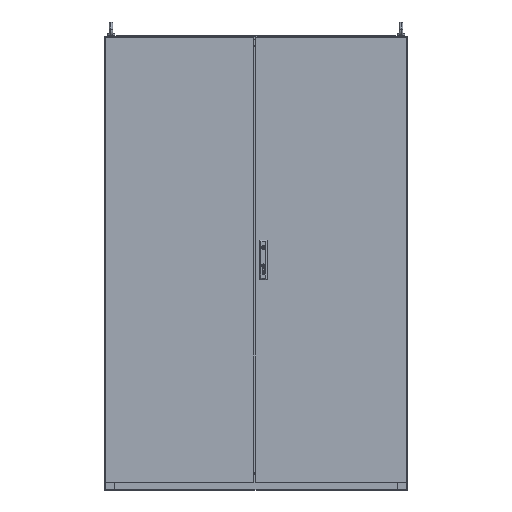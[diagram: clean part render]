
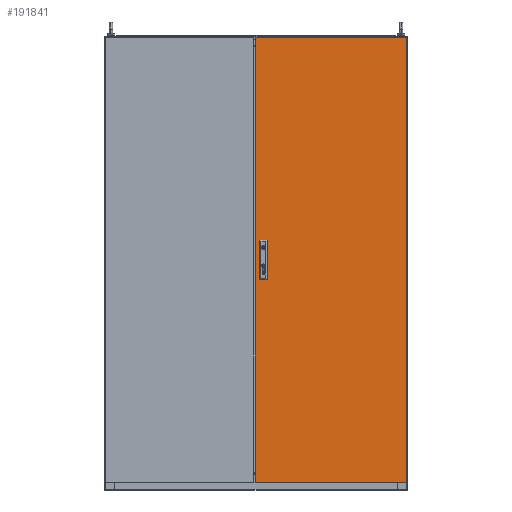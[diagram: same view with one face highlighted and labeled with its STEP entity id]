
A CAD part, top view. The second image highlights one B-rep face of the part: STEP entity #191841.
In plain terms, the highlighted planar face has unit normal (0, 0, 1).
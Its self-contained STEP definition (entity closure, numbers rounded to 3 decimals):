
#1554 = CARTESIAN_POINT ( 'NONE',  ( -3., 897., 0. ) ) ;
#2026 = CARTESIAN_POINT ( 'NONE',  ( 16.5, -61.5, 0. ) ) ;
#2171 = CARTESIAN_POINT ( 'NONE',  ( 41.5, 38.5, 0. ) ) ;
#4038 = VECTOR ( 'NONE', #35861, 1000. ) ;
#9095 = ORIENTED_EDGE ( 'NONE', *, *, #107303, .F. ) ;
#9364 = EDGE_CURVE ( 'NONE', #195034, #22950, #62370, .T. ) ;
#9855 = VECTOR ( 'NONE', #109841, 1000. ) ;
#13897 = LINE ( 'NONE', #1554, #108426 ) ;
#14910 = VECTOR ( 'NONE', #26364, 1000. ) ;
#15401 = DIRECTION ( 'NONE',  ( 0., -1., 0. ) ) ;
#21974 = VERTEX_POINT ( 'NONE', #61676 ) ;
#22574 = CARTESIAN_POINT ( 'NONE',  ( 0., 0., 0. ) ) ;
#22950 = VERTEX_POINT ( 'NONE', #48222 ) ;
#26364 = DIRECTION ( 'NONE',  ( 1., 0., 0. ) ) ;
#30571 = LINE ( 'NONE', #32565, #135806 ) ;
#32565 = CARTESIAN_POINT ( 'NONE',  ( 41.5, 88.5, 0. ) ) ;
#35861 = DIRECTION ( 'NONE',  ( 0., 1., 0. ) ) ;
#36673 = LINE ( 'NONE', #173566, #14910 ) ;
#37419 = CARTESIAN_POINT ( 'NONE',  ( 41.5, 88.5, 0. ) ) ;
#37881 = DIRECTION ( 'NONE',  ( 0., 0., 1. ) ) ;
#41249 = CARTESIAN_POINT ( 'NONE',  ( -3., -870., 0. ) ) ;
#41823 = CARTESIAN_POINT ( 'NONE',  ( -3., 897., 0. ) ) ;
#42915 = ORIENTED_EDGE ( 'NONE', *, *, #64985, .T. ) ;
#44865 = VERTEX_POINT ( 'NONE', #180295 ) ;
#46021 = DIRECTION ( 'NONE',  ( 0., 1., 0. ) ) ;
#46461 = VECTOR ( 'NONE', #181615, 1000. ) ;
#46759 = DIRECTION ( 'NONE',  ( 0., 1., 0. ) ) ;
#47874 = CARTESIAN_POINT ( 'NONE',  ( 41.5, -61.5, 0. ) ) ;
#48222 = CARTESIAN_POINT ( 'NONE',  ( 41.5, -11.5, 0. ) ) ;
#53155 = EDGE_CURVE ( 'NONE', #62175, #197478, #69386, .T. ) ;
#54025 = EDGE_CURVE ( 'NONE', #93970, #198855, #30571, .T. ) ;
#54587 = ORIENTED_EDGE ( 'NONE', *, *, #53155, .T. ) ;
#55343 = EDGE_CURVE ( 'NONE', #21974, #105109, #76575, .T. ) ;
#56285 = ORIENTED_EDGE ( 'NONE', *, *, #174191, .F. ) ;
#60236 = DIRECTION ( 'NONE',  ( -1., 0., 0. ) ) ;
#61676 = CARTESIAN_POINT ( 'NONE',  ( 16.5, -11.5, 0. ) ) ;
#62175 = VERTEX_POINT ( 'NONE', #184483 ) ;
#62370 = LINE ( 'NONE', #185938, #159886 ) ;
#62923 = LINE ( 'NONE', #125145, #9855 ) ;
#64099 = LINE ( 'NONE', #126369, #153215 ) ;
#64985 = EDGE_CURVE ( 'NONE', #96196, #187766, #78298, .T. ) ;
#65479 = FACE_BOUND ( 'NONE', #170510, .T. ) ;
#65946 = CARTESIAN_POINT ( 'NONE',  ( 16.5, -61.5, 0. ) ) ;
#68451 = DIRECTION ( 'NONE',  ( 1., 0., 0. ) ) ;
#69386 = LINE ( 'NONE', #41823, #128296 ) ;
#72149 = CARTESIAN_POINT ( 'NONE',  ( 597., -870., 0. ) ) ;
#76575 = LINE ( 'NONE', #2026, #120550 ) ;
#78298 = LINE ( 'NONE', #140676, #96027 ) ;
#81868 = CARTESIAN_POINT ( 'NONE',  ( 16.5, 38.5, 0. ) ) ;
#82655 = LINE ( 'NONE', #2171, #4038 ) ;
#93619 = EDGE_CURVE ( 'NONE', #105109, #195034, #97074, .T. ) ;
#93970 = VERTEX_POINT ( 'NONE', #37419 ) ;
#94084 = DIRECTION ( 'NONE',  ( 1., 0., 0. ) ) ;
#96027 = VECTOR ( 'NONE', #187697, 1000. ) ;
#96196 = VERTEX_POINT ( 'NONE', #41249 ) ;
#97060 = FACE_OUTER_BOUND ( 'NONE', #190611, .T. ) ;
#97074 = LINE ( 'NONE', #110447, #152199 ) ;
#105109 = VERTEX_POINT ( 'NONE', #65946 ) ;
#106910 = ORIENTED_EDGE ( 'NONE', *, *, #123550, .F. ) ;
#107303 = EDGE_CURVE ( 'NONE', #22950, #21974, #120281, .T. ) ;
#108426 = VECTOR ( 'NONE', #201811, 1000. ) ;
#109841 = DIRECTION ( 'NONE',  ( 0., -1., 0. ) ) ;
#110447 = CARTESIAN_POINT ( 'NONE',  ( 41.5, -61.5, 0. ) ) ;
#112986 = EDGE_LOOP ( 'NONE', ( #195587, #170060, #106910, #56285 ) ) ;
#113448 = PLANE ( 'NONE',  #181585 ) ;
#119464 = ORIENTED_EDGE ( 'NONE', *, *, #156041, .T. ) ;
#120281 = LINE ( 'NONE', #169305, #46461 ) ;
#120550 = VECTOR ( 'NONE', #15401, 1000. ) ;
#122001 = EDGE_CURVE ( 'NONE', #198855, #150798, #62923, .T. ) ;
#123550 = EDGE_CURVE ( 'NONE', #44865, #93970, #82655, .T. ) ;
#125145 = CARTESIAN_POINT ( 'NONE',  ( 16.5, 38.5, 0. ) ) ;
#126369 = CARTESIAN_POINT ( 'NONE',  ( 597., 897., 0. ) ) ;
#127086 = ORIENTED_EDGE ( 'NONE', *, *, #55343, .F. ) ;
#127844 = CARTESIAN_POINT ( 'NONE',  ( 16.5, 88.5, 0. ) ) ;
#128296 = VECTOR ( 'NONE', #181746, 1000. ) ;
#129971 = CARTESIAN_POINT ( 'NONE',  ( -3., 897., 0. ) ) ;
#135806 = VECTOR ( 'NONE', #60236, 1000. ) ;
#138603 = ORIENTED_EDGE ( 'NONE', *, *, #9364, .F. ) ;
#140676 = CARTESIAN_POINT ( 'NONE',  ( -3., -870., 0. ) ) ;
#150731 = ORIENTED_EDGE ( 'NONE', *, *, #199138, .T. ) ;
#150798 = VERTEX_POINT ( 'NONE', #81868 ) ;
#152199 = VECTOR ( 'NONE', #94084, 1000. ) ;
#153215 = VECTOR ( 'NONE', #46759, 1000. ) ;
#154090 = ORIENTED_EDGE ( 'NONE', *, *, #93619, .F. ) ;
#156041 = EDGE_CURVE ( 'NONE', #197478, #96196, #13897, .T. ) ;
#159886 = VECTOR ( 'NONE', #46021, 1000. ) ;
#169305 = CARTESIAN_POINT ( 'NONE',  ( 41.5, -11.5, 0. ) ) ;
#170060 = ORIENTED_EDGE ( 'NONE', *, *, #54025, .F. ) ;
#170510 = EDGE_LOOP ( 'NONE', ( #127086, #9095, #138603, #154090 ) ) ;
#173566 = CARTESIAN_POINT ( 'NONE',  ( 41.5, 38.5, 0. ) ) ;
#174191 = EDGE_CURVE ( 'NONE', #150798, #44865, #36673, .T. ) ;
#178793 = FACE_BOUND ( 'NONE', #112986, .T. ) ;
#180295 = CARTESIAN_POINT ( 'NONE',  ( 41.5, 38.5, 0. ) ) ;
#181585 = AXIS2_PLACEMENT_3D ( 'NONE', #22574, #37881, #68451 ) ;
#181615 = DIRECTION ( 'NONE',  ( -1., 0., 0. ) ) ;
#181746 = DIRECTION ( 'NONE',  ( -1., 0., 0. ) ) ;
#184483 = CARTESIAN_POINT ( 'NONE',  ( 597., 897., 0. ) ) ;
#185938 = CARTESIAN_POINT ( 'NONE',  ( 41.5, -61.5, 0. ) ) ;
#187697 = DIRECTION ( 'NONE',  ( 1., 0., 0. ) ) ;
#187766 = VERTEX_POINT ( 'NONE', #72149 ) ;
#190611 = EDGE_LOOP ( 'NONE', ( #119464, #42915, #150731, #54587 ) ) ;
#191841 = ADVANCED_FACE ( 'NONE', ( #178793, #65479, #97060 ), #113448, .T. ) ;
#195034 = VERTEX_POINT ( 'NONE', #47874 ) ;
#195587 = ORIENTED_EDGE ( 'NONE', *, *, #122001, .F. ) ;
#197478 = VERTEX_POINT ( 'NONE', #129971 ) ;
#198855 = VERTEX_POINT ( 'NONE', #127844 ) ;
#199138 = EDGE_CURVE ( 'NONE', #187766, #62175, #64099, .T. ) ;
#201811 = DIRECTION ( 'NONE',  ( 0., -1., 0. ) ) ;
